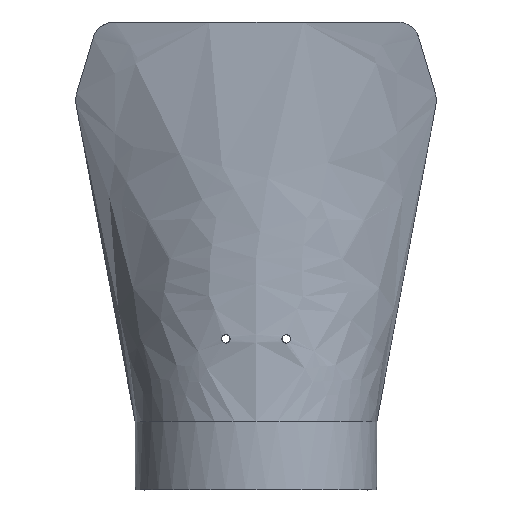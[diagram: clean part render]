
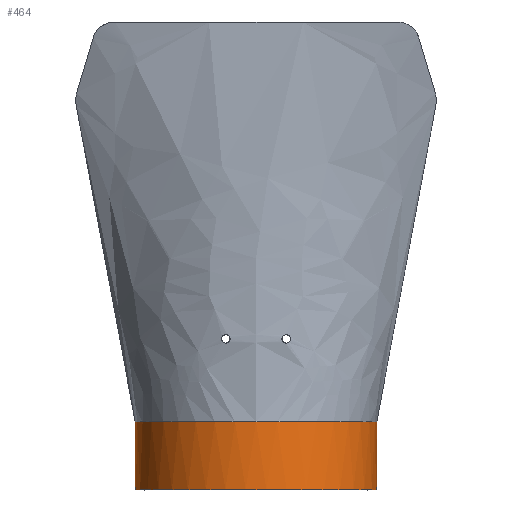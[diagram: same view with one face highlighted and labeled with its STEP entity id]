
A CAD part, top view. The second image highlights one B-rep face of the part: STEP entity #464.
In plain terms, the highlighted cylindrical face has radius 50.8 mm (diameter 101.6 mm), a partial arc.
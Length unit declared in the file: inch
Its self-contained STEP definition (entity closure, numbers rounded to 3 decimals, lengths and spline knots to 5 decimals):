
#32=LINE('',#1140,#54);
#33=LINE('',#1163,#55);
#54=VECTOR('',#559,0.625);
#55=VECTOR('',#560,0.625);
#67=CIRCLE('',#487,2.);
#70=CIRCLE('',#490,2.);
#71=CIRCLE('',#491,2.);
#72=CIRCLE('',#493,2.);
#74=CIRCLE('',#496,2.);
#101=FACE_OUTER_BOUND('',#131,.T.);
#131=EDGE_LOOP('',(#340,#341,#342,#343,#344,#345,#346,#347,#348,#349,#350));
#170=B_SPLINE_CURVE_WITH_KNOTS('',3,(#1129,#1130,#1131,#1132,#1133,#1134,
#1135,#1136,#1137,#1138),.UNSPECIFIED.,.F.,.F.,(4,2,2,2,4),(2.88852,
3.12851,3.36849,3.60771,3.84693),
 .UNSPECIFIED.);
#171=B_SPLINE_CURVE_WITH_KNOTS('',3,(#1141,#1142,#1143,#1144,#1145,#1146,
#1147,#1148,#1149,#1150),.UNSPECIFIED.,.F.,.F.,(4,2,2,2,4),(1.92347,
2.16269,2.40191,2.6419,2.88188),
 .UNSPECIFIED.);
#172=B_SPLINE_CURVE_WITH_KNOTS('',3,(#1152,#1153,#1154,#1155,#1156,#1157,
#1158,#1159,#1160,#1161),.UNSPECIFIED.,.F.,.F.,(4,2,2,2,4),(0.96505,
1.20504,1.44502,1.68425,1.92347),
 .UNSPECIFIED.);
#173=B_SPLINE_CURVE_WITH_KNOTS('',3,(#1164,#1165,#1166,#1167,#1168,#1169,
#1170,#1171,#1172,#1173),.UNSPECIFIED.,.F.,.F.,(4,2,2,2,4),(0.,0.23922,
0.47844,0.71843,0.95841),.UNSPECIFIED.);
#188=VERTEX_POINT('',#794);
#189=VERTEX_POINT('',#796);
#205=VERTEX_POINT('',#1081);
#206=VERTEX_POINT('',#1083);
#210=VERTEX_POINT('',#1112);
#212=VERTEX_POINT('',#1119);
#213=VERTEX_POINT('',#1120);
#216=VERTEX_POINT('',#1128);
#217=VERTEX_POINT('',#1139);
#218=VERTEX_POINT('',#1151);
#219=VERTEX_POINT('',#1162);
#234=EDGE_CURVE('',#188,#189,#67,.T.);
#252=EDGE_CURVE('',#189,#205,#70,.T.);
#253=EDGE_CURVE('',#205,#206,#71,.T.);
#258=EDGE_CURVE('',#206,#210,#72,.T.);
#262=EDGE_CURVE('',#212,#213,#74,.T.);
#266=EDGE_CURVE('',#188,#216,#170,.T.);
#267=EDGE_CURVE('',#216,#217,#32,.T.);
#268=EDGE_CURVE('',#217,#212,#171,.T.);
#269=EDGE_CURVE('',#213,#218,#172,.T.);
#270=EDGE_CURVE('',#219,#218,#33,.T.);
#271=EDGE_CURVE('',#219,#210,#173,.T.);
#340=ORIENTED_EDGE('',*,*,#234,.F.);
#341=ORIENTED_EDGE('',*,*,#266,.T.);
#342=ORIENTED_EDGE('',*,*,#267,.T.);
#343=ORIENTED_EDGE('',*,*,#268,.T.);
#344=ORIENTED_EDGE('',*,*,#262,.T.);
#345=ORIENTED_EDGE('',*,*,#269,.T.);
#346=ORIENTED_EDGE('',*,*,#270,.F.);
#347=ORIENTED_EDGE('',*,*,#271,.T.);
#348=ORIENTED_EDGE('',*,*,#258,.F.);
#349=ORIENTED_EDGE('',*,*,#253,.F.);
#350=ORIENTED_EDGE('',*,*,#252,.F.);
#424=CYLINDRICAL_SURFACE('',#498,2.);
#464=ADVANCED_FACE('',(#101),#424,.T.);
#487=AXIS2_PLACEMENT_3D('',#797,#526,#527);
#490=AXIS2_PLACEMENT_3D('',#1082,#536,#537);
#491=AXIS2_PLACEMENT_3D('',#1084,#538,#539);
#493=AXIS2_PLACEMENT_3D('',#1113,#543,#544);
#496=AXIS2_PLACEMENT_3D('',#1121,#551,#552);
#498=AXIS2_PLACEMENT_3D('',#1127,#557,#558);
#526=DIRECTION('center_axis',(0.,1.,0.));
#527=DIRECTION('ref_axis',(-1.,0.,0.));
#536=DIRECTION('center_axis',(0.,1.,0.));
#537=DIRECTION('ref_axis',(0.,0.,1.));
#538=DIRECTION('center_axis',(0.,1.,0.));
#539=DIRECTION('ref_axis',(0.,0.,1.));
#543=DIRECTION('center_axis',(0.,1.,0.));
#544=DIRECTION('ref_axis',(0.922,0.,-0.388));
#551=DIRECTION('center_axis',(0.,1.,0.));
#552=DIRECTION('ref_axis',(0.,0.,1.));
#557=DIRECTION('center_axis',(0.,-1.,0.));
#558=DIRECTION('ref_axis',(0.,0.,-1.));
#559=DIRECTION('',(0.,-1.,0.));
#560=DIRECTION('',(0.,-1.,0.));
#794=CARTESIAN_POINT('',(-1.84347,1.125,-0.77565));
#796=CARTESIAN_POINT('',(-2.,1.125,0.));
#797=CARTESIAN_POINT('Origin',(0.,1.125,0.));
#1081=CARTESIAN_POINT('',(0.,1.125,2.));
#1082=CARTESIAN_POINT('Origin',(0.,1.125,0.));
#1083=CARTESIAN_POINT('',(2.,1.125,0.));
#1084=CARTESIAN_POINT('Origin',(0.,1.125,0.));
#1112=CARTESIAN_POINT('',(1.84347,1.125,-0.77565));
#1113=CARTESIAN_POINT('Origin',(0.,1.125,0.));
#1119=CARTESIAN_POINT('',(-1.84347,0.,-0.77565));
#1120=CARTESIAN_POINT('',(1.84347,0.,-0.77565));
#1121=CARTESIAN_POINT('Origin',(0.,0.,0.));
#1127=CARTESIAN_POINT('Origin',(0.,1.125,0.));
#1128=CARTESIAN_POINT('',(-1.73205,0.875,-1.));
#1129=CARTESIAN_POINT('Ctrl Pts',(-1.84347,1.125,-0.77565));
#1130=CARTESIAN_POINT('Ctrl Pts',(-1.83125,1.125,-0.80468));
#1131=CARTESIAN_POINT('Ctrl Pts',(-1.81746,1.11878,-0.83533));
#1132=CARTESIAN_POINT('Ctrl Pts',(-1.79078,1.0933,-0.8911));
#1133=CARTESIAN_POINT('Ctrl Pts',(-1.77793,1.07404,-0.91623));
#1134=CARTESIAN_POINT('Ctrl Pts',(-1.75711,1.02959,-0.95554));
#1135=CARTESIAN_POINT('Ctrl Pts',(-1.74776,1.00148,-0.97236));
#1136=CARTESIAN_POINT('Ctrl Pts',(-1.73521,0.93988,-0.99458));
#1137=CARTESIAN_POINT('Ctrl Pts',(-1.73205,0.90639,-1.));
#1138=CARTESIAN_POINT('Ctrl Pts',(-1.73205,0.875,-1.));
#1139=CARTESIAN_POINT('',(-1.73205,0.25,-1.));
#1140=CARTESIAN_POINT('',(-1.73205,22.60559,-1.));
#1141=CARTESIAN_POINT('Ctrl Pts',(-1.73205,0.25,-1.));
#1142=CARTESIAN_POINT('Ctrl Pts',(-1.73205,0.21861,-1.));
#1143=CARTESIAN_POINT('Ctrl Pts',(-1.73521,0.18512,-0.99458));
#1144=CARTESIAN_POINT('Ctrl Pts',(-1.74776,0.12352,-0.97236));
#1145=CARTESIAN_POINT('Ctrl Pts',(-1.75711,0.09541,
-0.95554));
#1146=CARTESIAN_POINT('Ctrl Pts',(-1.77793,0.05096,
-0.91623));
#1147=CARTESIAN_POINT('Ctrl Pts',(-1.79078,0.0317,
-0.8911));
#1148=CARTESIAN_POINT('Ctrl Pts',(-1.81746,0.00622,
-0.83533));
#1149=CARTESIAN_POINT('Ctrl Pts',(-1.83125,0.,
-0.80468));
#1150=CARTESIAN_POINT('Ctrl Pts',(-1.84347,0.,
-0.77565));
#1151=CARTESIAN_POINT('',(1.73205,0.25,-1.));
#1152=CARTESIAN_POINT('Ctrl Pts',(1.84347,0.,
-0.77565));
#1153=CARTESIAN_POINT('Ctrl Pts',(1.83125,0.,
-0.80468));
#1154=CARTESIAN_POINT('Ctrl Pts',(1.81746,0.00622,
-0.83533));
#1155=CARTESIAN_POINT('Ctrl Pts',(1.79078,0.0317,-0.8911));
#1156=CARTESIAN_POINT('Ctrl Pts',(1.77793,0.05096,-0.91623));
#1157=CARTESIAN_POINT('Ctrl Pts',(1.75711,0.09541,-0.95554));
#1158=CARTESIAN_POINT('Ctrl Pts',(1.74776,0.12352,-0.97236));
#1159=CARTESIAN_POINT('Ctrl Pts',(1.73521,0.18512,-0.99458));
#1160=CARTESIAN_POINT('Ctrl Pts',(1.73205,0.21861,-1.));
#1161=CARTESIAN_POINT('Ctrl Pts',(1.73205,0.25,-1.));
#1162=CARTESIAN_POINT('',(1.73205,0.875,-1.));
#1163=CARTESIAN_POINT('',(1.73205,22.60559,-1.));
#1164=CARTESIAN_POINT('Ctrl Pts',(1.73205,0.875,-1.));
#1165=CARTESIAN_POINT('Ctrl Pts',(1.73205,0.90639,-1.));
#1166=CARTESIAN_POINT('Ctrl Pts',(1.73521,0.93988,-0.99458));
#1167=CARTESIAN_POINT('Ctrl Pts',(1.74776,1.00148,-0.97236));
#1168=CARTESIAN_POINT('Ctrl Pts',(1.75711,1.02959,-0.95554));
#1169=CARTESIAN_POINT('Ctrl Pts',(1.77793,1.07404,-0.91623));
#1170=CARTESIAN_POINT('Ctrl Pts',(1.79078,1.0933,-0.8911));
#1171=CARTESIAN_POINT('Ctrl Pts',(1.81746,1.11878,-0.83533));
#1172=CARTESIAN_POINT('Ctrl Pts',(1.83125,1.125,-0.80468));
#1173=CARTESIAN_POINT('Ctrl Pts',(1.84347,1.125,-0.77565));
